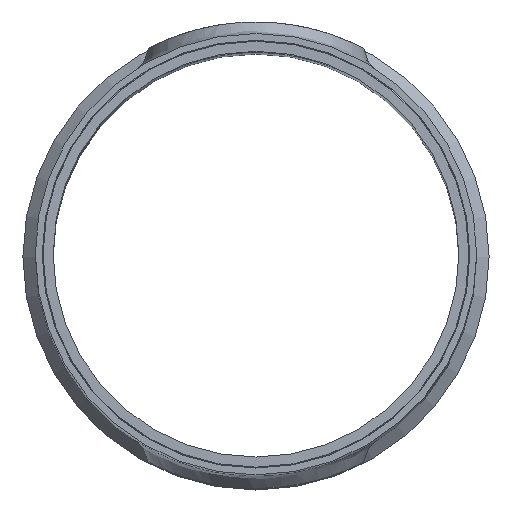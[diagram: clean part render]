
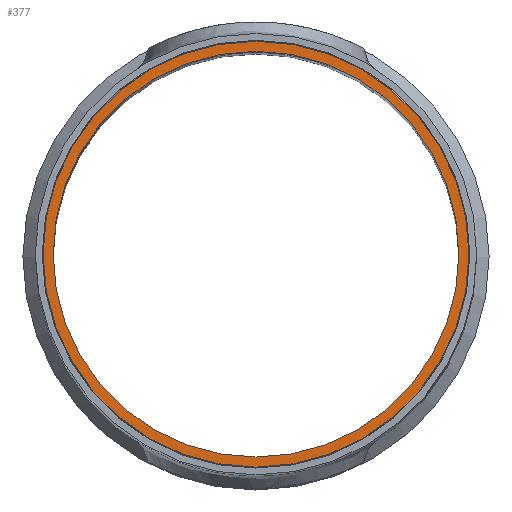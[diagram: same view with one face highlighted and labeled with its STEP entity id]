
A CAD part, top view. The second image highlights one B-rep face of the part: STEP entity #377.
In plain terms, the highlighted planar face has unit normal (0, 0, 1).
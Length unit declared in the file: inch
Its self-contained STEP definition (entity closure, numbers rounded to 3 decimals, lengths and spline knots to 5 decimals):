
#56=PLANE('',#426);
#78=FACE_BOUND('',#151,.T.);
#105=FACE_OUTER_BOUND('',#150,.T.);
#150=EDGE_LOOP('',(#341));
#151=EDGE_LOOP('',(#342));
#179=CIRCLE('',#425,14.95875);
#180=CIRCLE('',#427,14.25);
#220=VERTEX_POINT('',#2387);
#221=VERTEX_POINT('',#2390);
#263=EDGE_CURVE('',#220,#220,#179,.T.);
#264=EDGE_CURVE('',#221,#221,#180,.T.);
#341=ORIENTED_EDGE('',*,*,#263,.F.);
#342=ORIENTED_EDGE('',*,*,#264,.T.);
#377=ADVANCED_FACE('',(#105,#78),#56,.T.);
#425=AXIS2_PLACEMENT_3D('',#2388,#506,#507);
#426=AXIS2_PLACEMENT_3D('',#2389,#508,#509);
#427=AXIS2_PLACEMENT_3D('',#2391,#510,#511);
#506=DIRECTION('center_axis',(0.,0.,-1.));
#507=DIRECTION('ref_axis',(-1.,0.,0.));
#508=DIRECTION('center_axis',(0.,0.,1.));
#509=DIRECTION('ref_axis',(1.,0.,0.));
#510=DIRECTION('center_axis',(0.,0.,-1.));
#511=DIRECTION('ref_axis',(-1.,0.,0.));
#2387=CARTESIAN_POINT('',(14.95875,0.,110.));
#2388=CARTESIAN_POINT('Origin',(0.,0.,110.));
#2389=CARTESIAN_POINT('Origin',(0.,0.,
110.));
#2390=CARTESIAN_POINT('',(14.25,0.,110.));
#2391=CARTESIAN_POINT('Origin',(0.,0.,110.));
